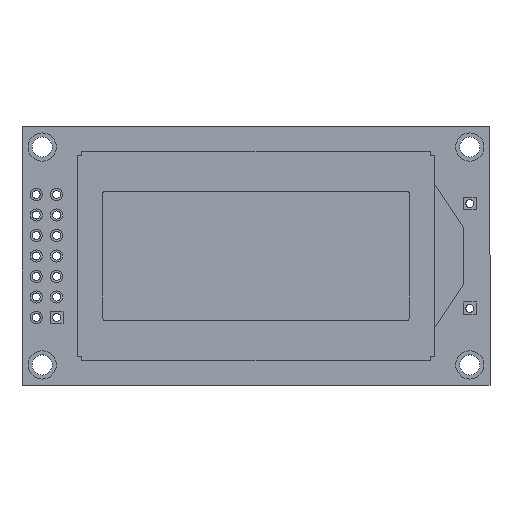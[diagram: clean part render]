
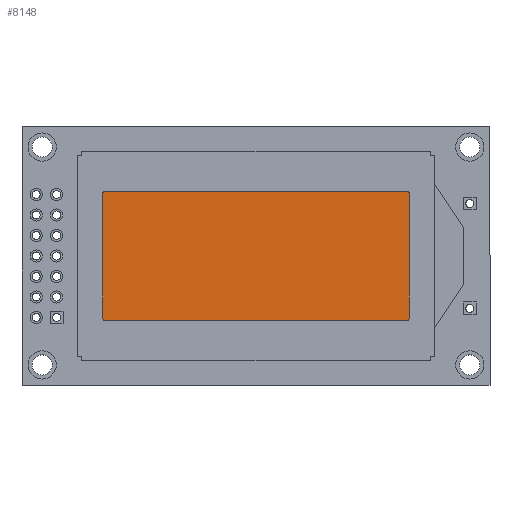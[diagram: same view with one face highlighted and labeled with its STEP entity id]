
A CAD part, top view. The second image highlights one B-rep face of the part: STEP entity #8148.
In plain terms, the highlighted planar face has unit normal (0, 0, 1).
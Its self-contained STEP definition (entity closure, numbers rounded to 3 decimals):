
#117 = EDGE_CURVE ( 'NONE', #4095, #4854, #6899, .T. ) ;
#252 = CARTESIAN_POINT ( 'NONE',  ( -19., 7.7, 5.5 ) ) ;
#279 = CARTESIAN_POINT ( 'NONE',  ( -18.7, 8., 5.5 ) ) ;
#727 = CARTESIAN_POINT ( 'NONE',  ( -18.7, 8., 5.5 ) ) ;
#739 = CARTESIAN_POINT ( 'NONE',  ( -18.7, -7.7, 5.5 ) ) ;
#776 = EDGE_CURVE ( 'NONE', #8524, #4095, #7163, .T. ) ;
#1219 = CARTESIAN_POINT ( 'NONE',  ( 18.7, 8., 5.5 ) ) ;
#1374 = EDGE_CURVE ( 'NONE', #2996, #8550, #10268, .T. ) ;
#1385 = AXIS2_PLACEMENT_3D ( 'NONE', #4171, #10589, #5090 ) ;
#1707 = DIRECTION ( 'NONE',  ( 0., 1., 0. ) ) ;
#1717 = EDGE_CURVE ( 'NONE', #3003, #2996, #5806, .T. ) ;
#1877 = DIRECTION ( 'NONE',  ( 0., -1., 0. ) ) ;
#2152 = PLANE ( 'NONE',  #6983 ) ;
#2518 = VERTEX_POINT ( 'NONE', #2975 ) ;
#2975 = CARTESIAN_POINT ( 'NONE',  ( 19., -7.7, 5.5 ) ) ;
#2996 = VERTEX_POINT ( 'NONE', #279 ) ;
#3003 = VERTEX_POINT ( 'NONE', #1219 ) ;
#3361 = VECTOR ( 'NONE', #8718, 1000. ) ;
#3700 = ORIENTED_EDGE ( 'NONE', *, *, #6893, .T. ) ;
#3734 = ORIENTED_EDGE ( 'NONE', *, *, #10894, .T. ) ;
#4055 = DIRECTION ( 'NONE',  ( 0., 0., -1. ) ) ;
#4095 = VERTEX_POINT ( 'NONE', #8149 ) ;
#4171 = CARTESIAN_POINT ( 'NONE',  ( -18.7, 7.7, 5.5 ) ) ;
#4501 = VECTOR ( 'NONE', #8035, 1000. ) ;
#4854 = VERTEX_POINT ( 'NONE', #7019 ) ;
#4966 = AXIS2_PLACEMENT_3D ( 'NONE', #5296, #11718, #6225 ) ;
#5090 = DIRECTION ( 'NONE',  ( 1., 0., 0. ) ) ;
#5266 = ORIENTED_EDGE ( 'NONE', *, *, #117, .T. ) ;
#5296 = CARTESIAN_POINT ( 'NONE',  ( 18.7, -7.7, 5.5 ) ) ;
#5414 = CARTESIAN_POINT ( 'NONE',  ( 18.7, 7.7, 5.5 ) ) ;
#5806 = LINE ( 'NONE', #727, #3361 ) ;
#6205 = CIRCLE ( 'NONE', #11751, 0.3 ) ;
#6225 = DIRECTION ( 'NONE',  ( 1., 0., 0. ) ) ;
#6343 = DIRECTION ( 'NONE',  ( -1., 0., 0. ) ) ;
#6453 = CARTESIAN_POINT ( 'NONE',  ( -19., 7.7, 5.5 ) ) ;
#6893 = EDGE_CURVE ( 'NONE', #4854, #2518, #9337, .T. ) ;
#6899 = LINE ( 'NONE', #10789, #4501 ) ;
#6967 = EDGE_CURVE ( 'NONE', #9956, #3003, #6205, .T. ) ;
#6983 = AXIS2_PLACEMENT_3D ( 'NONE', #9542, #4055, #10469 ) ;
#7019 = CARTESIAN_POINT ( 'NONE',  ( 18.7, -8., 5.5 ) ) ;
#7144 = DIRECTION ( 'NONE',  ( 0., 0., 1. ) ) ;
#7163 = CIRCLE ( 'NONE', #9897, 0.3 ) ;
#7193 = EDGE_CURVE ( 'NONE', #8550, #8524, #10215, .T. ) ;
#7348 = EDGE_LOOP ( 'NONE', ( #7776, #10497, #9551, #10839, #8583, #5266, #3700, #3734 ) ) ;
#7464 = VECTOR ( 'NONE', #1877, 1000. ) ;
#7776 = ORIENTED_EDGE ( 'NONE', *, *, #6967, .T. ) ;
#8035 = DIRECTION ( 'NONE',  ( 1., 0., 0. ) ) ;
#8146 = CARTESIAN_POINT ( 'NONE',  ( 19., 7.7, 5.5 ) ) ;
#8148 = ADVANCED_FACE ( 'NONE', ( #9162 ), #2152, .F. ) ;
#8149 = CARTESIAN_POINT ( 'NONE',  ( -18.7, -8., 5.5 ) ) ;
#8466 = VECTOR ( 'NONE', #1707, 1000. ) ;
#8524 = VERTEX_POINT ( 'NONE', #9177 ) ;
#8550 = VERTEX_POINT ( 'NONE', #252 ) ;
#8583 = ORIENTED_EDGE ( 'NONE', *, *, #776, .T. ) ;
#8718 = DIRECTION ( 'NONE',  ( -1., 0., 0. ) ) ;
#8748 = LINE ( 'NONE', #8146, #8466 ) ;
#9162 = FACE_OUTER_BOUND ( 'NONE', #7348, .T. ) ;
#9177 = CARTESIAN_POINT ( 'NONE',  ( -19., -7.7, 5.5 ) ) ;
#9337 = CIRCLE ( 'NONE', #4966, 0.3 ) ;
#9542 = CARTESIAN_POINT ( 'NONE',  ( 18.7, 7.7, 5.5 ) ) ;
#9551 = ORIENTED_EDGE ( 'NONE', *, *, #1374, .T. ) ;
#9897 = AXIS2_PLACEMENT_3D ( 'NONE', #739, #7144, #10051 ) ;
#9956 = VERTEX_POINT ( 'NONE', #10167 ) ;
#10051 = DIRECTION ( 'NONE',  ( 1., 0., 0. ) ) ;
#10167 = CARTESIAN_POINT ( 'NONE',  ( 19., 7.7, 5.5 ) ) ;
#10215 = LINE ( 'NONE', #6453, #7464 ) ;
#10268 = CIRCLE ( 'NONE', #1385, 0.3 ) ;
#10469 = DIRECTION ( 'NONE',  ( -1., 0., 0. ) ) ;
#10497 = ORIENTED_EDGE ( 'NONE', *, *, #1717, .T. ) ;
#10589 = DIRECTION ( 'NONE',  ( 0., 0., 1. ) ) ;
#10789 = CARTESIAN_POINT ( 'NONE',  ( -18.7, -8., 5.5 ) ) ;
#10839 = ORIENTED_EDGE ( 'NONE', *, *, #7193, .T. ) ;
#10894 = EDGE_CURVE ( 'NONE', #2518, #9956, #8748, .T. ) ;
#11718 = DIRECTION ( 'NONE',  ( 0., 0., 1. ) ) ;
#11751 = AXIS2_PLACEMENT_3D ( 'NONE', #5414, #11835, #6343 ) ;
#11835 = DIRECTION ( 'NONE',  ( 0., 0., 1. ) ) ;
